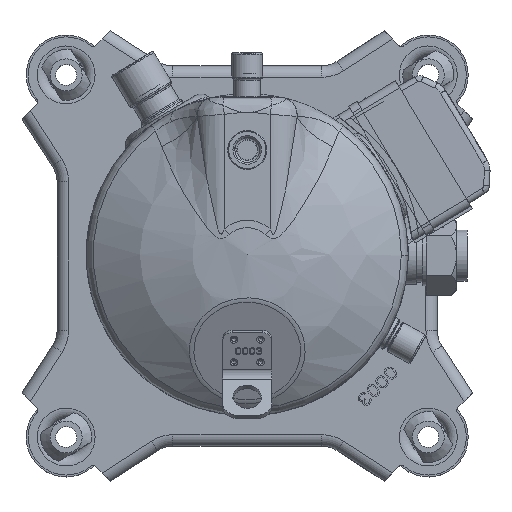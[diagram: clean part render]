
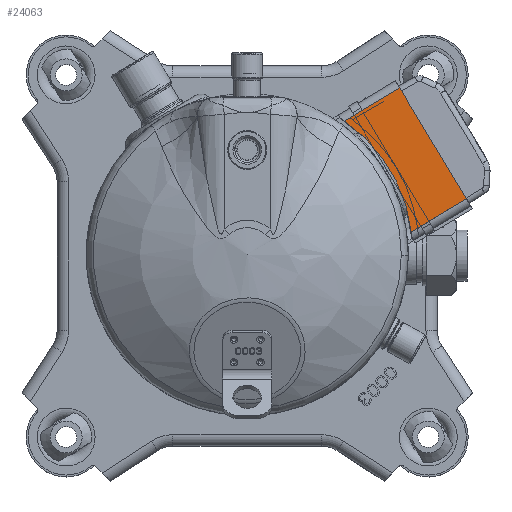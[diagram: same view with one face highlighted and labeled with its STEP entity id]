
A CAD part, top view. The second image highlights one B-rep face of the part: STEP entity #24063.
In plain terms, the highlighted planar face has unit normal (0, 0, 1).
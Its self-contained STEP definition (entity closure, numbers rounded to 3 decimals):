
#22348=CARTESIAN_POINT('',(87.886,6.71,-71.792));
#22349=VERTEX_POINT('',#22348);
#22363=CARTESIAN_POINT('',(52.863,64.997,-71.792));
#22364=VERTEX_POINT('',#22363);
#22365=CARTESIAN_POINT('',(5.943,-2.861,-71.792));
#22366=DIRECTION('',(0.,-0.,1.));
#22367=DIRECTION('',(0.857,0.515,0.));
#22368=AXIS2_PLACEMENT_3D('',#22365,#22366,#22367);
#22369=CIRCLE('',#22368,82.5);
#22370=EDGE_CURVE('',#22349,#22364,#22369,.T.);
#23779=CARTESIAN_POINT('',(81.863,82.422,-71.792));
#23780=VERTEX_POINT('',#23779);
#23788=CARTESIAN_POINT('',(116.885,24.134,-71.792));
#23789=VERTEX_POINT('',#23788);
#23790=CARTESIAN_POINT('',(81.863,82.422,-71.792));
#23791=DIRECTION('',(0.515,-0.857,-0.));
#23792=VECTOR('',#23791,68.);
#23793=LINE('',#23790,#23792);
#23794=EDGE_CURVE('',#23780,#23789,#23793,.T.);
#24037=CARTESIAN_POINT('',(87.886,6.71,-71.792));
#24038=DIRECTION('',(0.857,0.515,0.));
#24039=VECTOR('',#24038,33.832);
#24040=LINE('',#24037,#24039);
#24041=EDGE_CURVE('',#22349,#23789,#24040,.T.);
#24047=CARTESIAN_POINT('',(51.862,64.395,-71.792));
#24048=DIRECTION('',(0.,-0.,1.));
#24049=DIRECTION('',(0.515,-0.857,-0.));
#24050=AXIS2_PLACEMENT_3D('',#24047,#24048,#24049);
#24051=PLANE('',#24050);
#24052=ORIENTED_EDGE('',*,*,#24041,.T.);
#24053=ORIENTED_EDGE('',*,*,#23794,.F.);
#24054=CARTESIAN_POINT('',(52.863,64.997,-71.792));
#24055=DIRECTION('',(0.857,0.515,0.));
#24056=VECTOR('',#24055,33.832);
#24057=LINE('',#24054,#24056);
#24058=EDGE_CURVE('',#22364,#23780,#24057,.T.);
#24059=ORIENTED_EDGE('',*,*,#24058,.F.);
#24060=ORIENTED_EDGE('',*,*,#22370,.F.);
#24061=EDGE_LOOP('',(#24052,#24053,#24059,#24060));
#24062=FACE_BOUND('',#24061,.T.);
#24063=ADVANCED_FACE('',(#24062),#24051,.T.);
